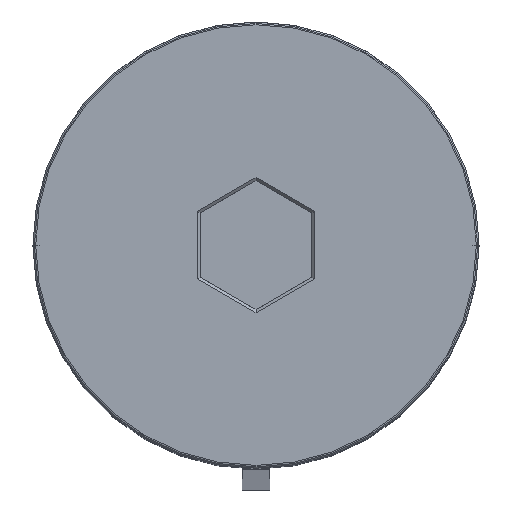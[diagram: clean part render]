
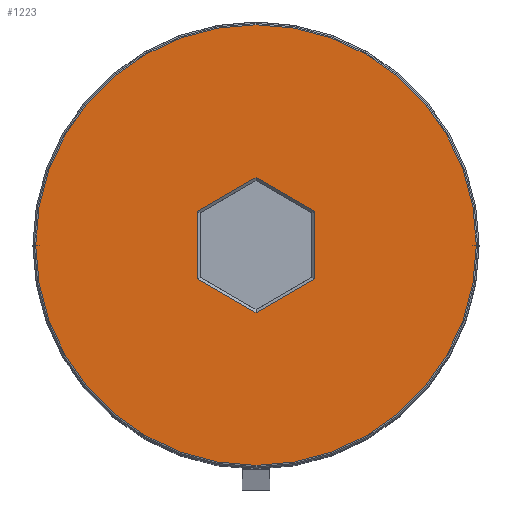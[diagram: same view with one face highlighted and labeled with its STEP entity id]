
A CAD part, top view. The second image highlights one B-rep face of the part: STEP entity #1223.
In plain terms, the highlighted planar face has unit normal (0, 0, 1).
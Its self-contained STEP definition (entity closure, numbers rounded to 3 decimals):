
#3 = CARTESIAN_POINT ( 'NONE',  ( -2.05, -1.241, 0. ) ) ;
#33 = VECTOR ( 'NONE', #180, 1000. ) ;
#87 = DIRECTION ( 'NONE',  ( 0.866, -0.5, 0. ) ) ;
#104 = CARTESIAN_POINT ( 'NONE',  ( -2.1, 1.155, 0. ) ) ;
#154 = DIRECTION ( 'NONE',  ( 1., 0., 0. ) ) ;
#155 = ORIENTED_EDGE ( 'NONE', *, *, #159, .T. ) ;
#159 = EDGE_CURVE ( 'NONE', #737, #2075, #985, .T. ) ;
#160 = EDGE_CURVE ( 'NONE', #989, #1859, #1949, .T. ) ;
#180 = DIRECTION ( 'NONE',  ( -0.866, 0.5, 0. ) ) ;
#195 = AXIS2_PLACEMENT_3D ( 'NONE', #476, #823, #486 ) ;
#220 = EDGE_CURVE ( 'NONE', #1852, #1354, #1443, .T. ) ;
#277 = CARTESIAN_POINT ( 'NONE',  ( 2.1, -1.212, 0. ) ) ;
#313 = DIRECTION ( 'NONE',  ( 0., 0., 1. ) ) ;
#333 = DIRECTION ( 'NONE',  ( -0.866, -0.5, 0. ) ) ;
#334 = AXIS2_PLACEMENT_3D ( 'NONE', #462, #1566, #602 ) ;
#383 = ORIENTED_EDGE ( 'NONE', *, *, #1185, .T. ) ;
#462 = CARTESIAN_POINT ( 'NONE',  ( 0., 0., 0. ) ) ;
#476 = CARTESIAN_POINT ( 'NONE',  ( 0., 0., 0. ) ) ;
#486 = DIRECTION ( 'NONE',  ( 1., 0., 0. ) ) ;
#494 = CARTESIAN_POINT ( 'NONE',  ( 2.1, -1.155, 0. ) ) ;
#498 = CARTESIAN_POINT ( 'NONE',  ( 0.05, -2.396, 0. ) ) ;
#547 = ORIENTED_EDGE ( 'NONE', *, *, #1867, .T. ) ;
#579 = AXIS2_PLACEMENT_3D ( 'NONE', #1764, #313, #154 ) ;
#602 = DIRECTION ( 'NONE',  ( 1., 0., 0. ) ) ;
#649 = CIRCLE ( 'NONE', #579, 7.9 ) ;
#687 = CARTESIAN_POINT ( 'NONE',  ( 0., 2.425, 0. ) ) ;
#694 = CARTESIAN_POINT ( 'NONE',  ( 2.1, 1.212, 0. ) ) ;
#737 = VERTEX_POINT ( 'NONE', #694 ) ;
#802 = EDGE_CURVE ( 'NONE', #1770, #1966, #1532, .T. ) ;
#823 = DIRECTION ( 'NONE',  ( 0., 0., 1. ) ) ;
#833 = DIRECTION ( 'NONE',  ( 0., -1., 0. ) ) ;
#845 = VECTOR ( 'NONE', #2007, 1000. ) ;
#875 = VECTOR ( 'NONE', #833, 1000. ) ;
#895 = CARTESIAN_POINT ( 'NONE',  ( -0.05, 2.396, 0. ) ) ;
#898 = LINE ( 'NONE', #104, #1071 ) ;
#912 = ORIENTED_EDGE ( 'NONE', *, *, #969, .T. ) ;
#933 = CARTESIAN_POINT ( 'NONE',  ( -2.1, -1.212, 0. ) ) ;
#969 = EDGE_CURVE ( 'NONE', #2075, #1852, #1606, .T. ) ;
#985 = LINE ( 'NONE', #494, #875 ) ;
#989 = VERTEX_POINT ( 'NONE', #1296 ) ;
#1071 = VECTOR ( 'NONE', #1579, 1000. ) ;
#1178 = ORIENTED_EDGE ( 'NONE', *, *, #220, .T. ) ;
#1185 = EDGE_CURVE ( 'NONE', #1966, #737, #1540, .T. ) ;
#1223 = ADVANCED_FACE ( 'NONE', ( #1574, #1899 ), #1908, .T. ) ;
#1230 = ORIENTED_EDGE ( 'NONE', *, *, #802, .T. ) ;
#1296 = CARTESIAN_POINT ( 'NONE',  ( 7.9, 0., 0. ) ) ;
#1310 = CARTESIAN_POINT ( 'NONE',  ( 0., -2.425, 0. ) ) ;
#1311 = VECTOR ( 'NONE', #87, 1000. ) ;
#1354 = VERTEX_POINT ( 'NONE', #933 ) ;
#1363 = EDGE_LOOP ( 'NONE', ( #912, #1178, #1590, #1230, #383, #155 ) ) ;
#1443 = LINE ( 'NONE', #3, #33 ) ;
#1462 = ORIENTED_EDGE ( 'NONE', *, *, #160, .T. ) ;
#1486 = VECTOR ( 'NONE', #333, 1000. ) ;
#1532 = LINE ( 'NONE', #895, #845 ) ;
#1540 = LINE ( 'NONE', #1684, #1311 ) ;
#1566 = DIRECTION ( 'NONE',  ( 0., 0., 1. ) ) ;
#1574 = FACE_OUTER_BOUND ( 'NONE', #2068, .T. ) ;
#1579 = DIRECTION ( 'NONE',  ( 0., 1., 0. ) ) ;
#1590 = ORIENTED_EDGE ( 'NONE', *, *, #1652, .T. ) ;
#1606 = LINE ( 'NONE', #498, #1486 ) ;
#1625 = CARTESIAN_POINT ( 'NONE',  ( -7.9, 0., 0. ) ) ;
#1652 = EDGE_CURVE ( 'NONE', #1354, #1770, #898, .T. ) ;
#1684 = CARTESIAN_POINT ( 'NONE',  ( 2.05, 1.241, 0. ) ) ;
#1736 = CARTESIAN_POINT ( 'NONE',  ( -2.1, 1.212, 0. ) ) ;
#1764 = CARTESIAN_POINT ( 'NONE',  ( 0., 0., 0. ) ) ;
#1770 = VERTEX_POINT ( 'NONE', #1736 ) ;
#1852 = VERTEX_POINT ( 'NONE', #1310 ) ;
#1859 = VERTEX_POINT ( 'NONE', #1625 ) ;
#1867 = EDGE_CURVE ( 'NONE', #1859, #989, #649, .T. ) ;
#1899 = FACE_BOUND ( 'NONE', #1363, .T. ) ;
#1908 = PLANE ( 'NONE',  #334 ) ;
#1949 = CIRCLE ( 'NONE', #195, 7.9 ) ;
#1966 = VERTEX_POINT ( 'NONE', #687 ) ;
#2007 = DIRECTION ( 'NONE',  ( 0.866, 0.5, 0. ) ) ;
#2068 = EDGE_LOOP ( 'NONE', ( #1462, #547 ) ) ;
#2075 = VERTEX_POINT ( 'NONE', #277 ) ;
